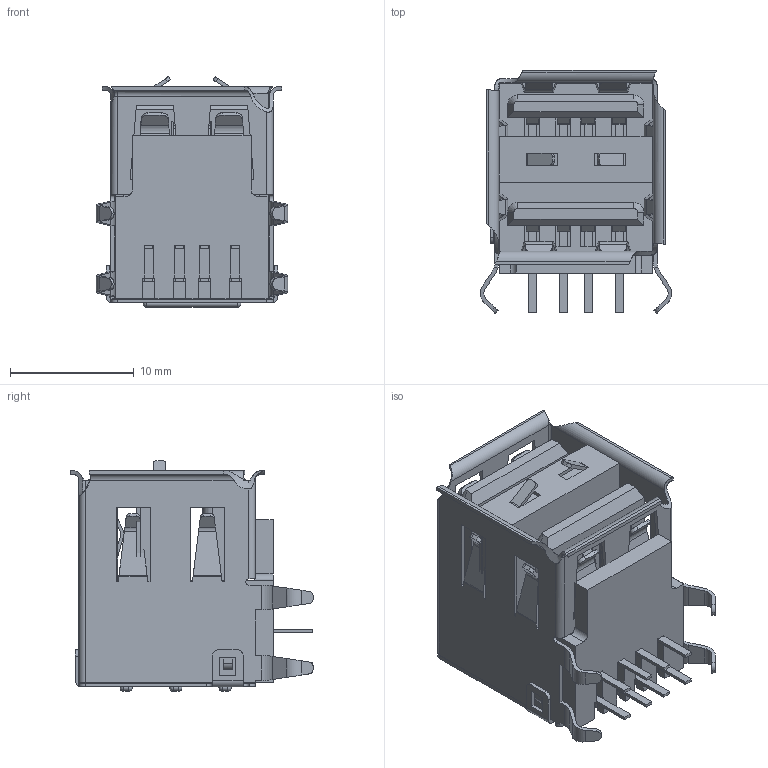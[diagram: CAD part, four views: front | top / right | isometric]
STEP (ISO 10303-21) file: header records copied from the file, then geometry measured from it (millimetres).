
FILE_DESCRIPTION(/* description */ (''),/* implementation_level */ '2;1');
FILE_NAME(/* name */ '1234',/* time_stamp */ '2014-08-05T08:37:30+08:00',/* author */ (''),/* organization */ (''),/* preprocessor_version */ 'ST-DEVELOPER v9',/* originating_system */ 'UGS - NX 4.0',/* authorisation */ '');
FILE_SCHEMA (('CONFIG_CONTROL_DESIGN'));
Length unit declared in the file: millimetre
Products named in the file (1): Admi8933t42t
Bounding box: 15.5 x 19.64 x 18.65 mm (x, y, z)
Volume: 1922.7 mm3; surface area: 5334 mm2
Topology: 12 solids, 12 shells, 1057 faces, 3076 edges, 2030 vertices
Faces by surface type: plane 680, cylinder 353, sphere 12, bspline 6, cone 4, torus 2
Entity records: 35592 total; most frequent: CARTESIAN_POINT 7014, ORIENTED_EDGE 6128, DIRECTION 5832, EDGE_CURVE 3064, LINE 2248, VECTOR 2248, VERTEX_POINT 2030, AXIS2_PLACEMENT_3D 1792
